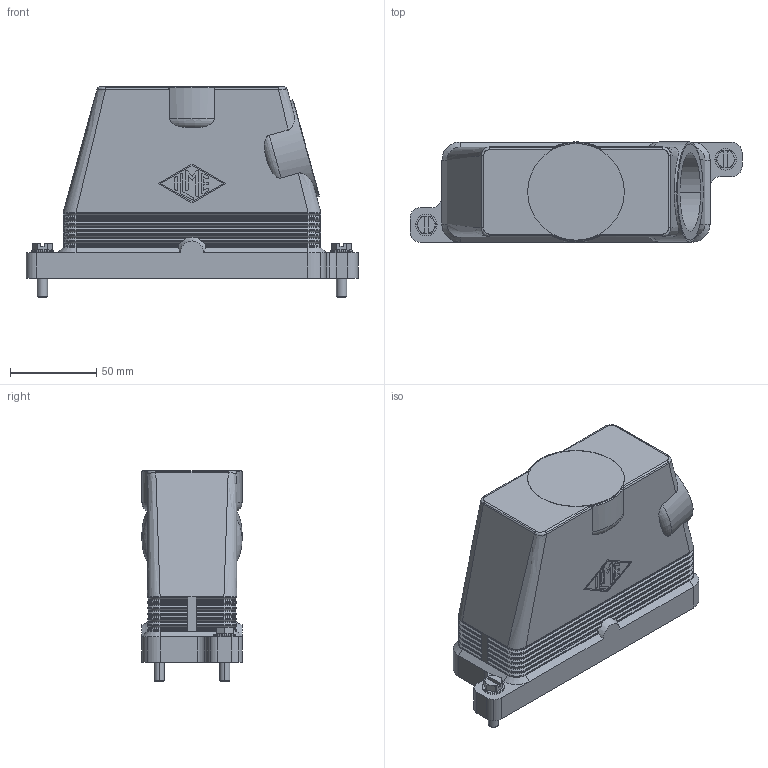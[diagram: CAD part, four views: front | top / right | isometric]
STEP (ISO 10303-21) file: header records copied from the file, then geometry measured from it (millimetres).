
FILE_DESCRIPTION((''),'2;1');
FILE_NAME('CGV 24.36.stp','2007-01-11T10:02:12',('gembarski'),(''),'Autodesk Inventor 7','Autodesk Inventor 7','');
FILE_SCHEMA(('AUTOMOTIVE_DESIGN { 1 0 10303 214 1 1 1 1 }'));
Length unit declared in the file: millimetre
Products named in the file (1): CGV 24.36
Bounding box: 192.5 x 58 x 122.2 mm (x, y, z)
Volume: 236116.3 mm3; surface area: 106901.2 mm2
Topology: 3 solids, 5 shells, 767 faces, 1853 edges, 1100 vertices
Faces by surface type: bspline 264, cylinder 195, plane 189, cone 83, torus 36
Entity records: 28299 total; most frequent: CARTESIAN_POINT 11260, ORIENTED_EDGE 3690, DIRECTION 3445, EDGE_CURVE 1845, AXIS2_PLACEMENT_3D 1280, VERTEX_POINT 1100, VECTOR 885, LINE 885
